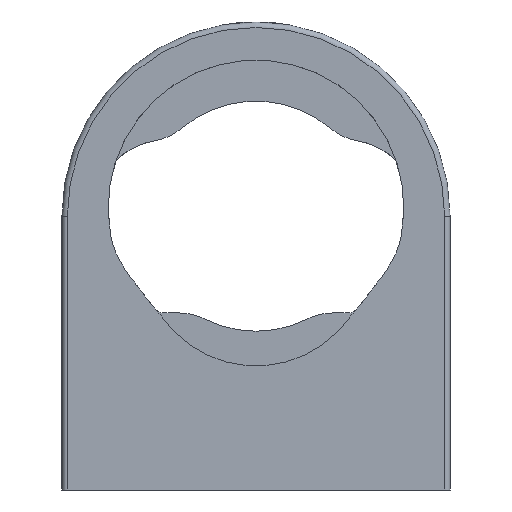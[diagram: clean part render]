
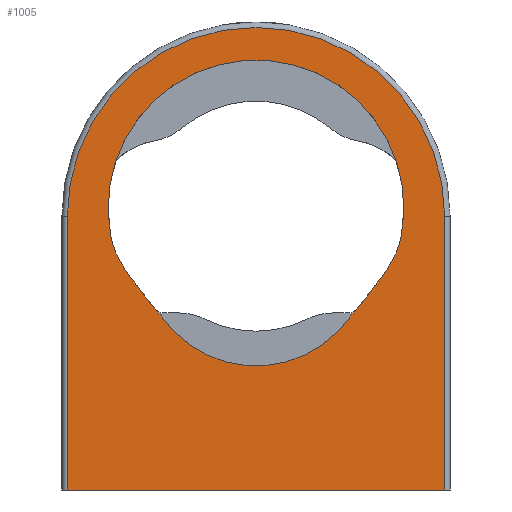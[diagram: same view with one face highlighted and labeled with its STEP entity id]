
A CAD part, front view. The second image highlights one B-rep face of the part: STEP entity #1005.
In plain terms, the highlighted planar face has unit normal (0, -1, 0).
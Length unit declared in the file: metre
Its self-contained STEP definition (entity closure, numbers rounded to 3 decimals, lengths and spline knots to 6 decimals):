
#24=PLANE('',#1125);
#75=LINE('',#1775,#146);
#76=LINE('',#1778,#147);
#77=LINE('',#1782,#148);
#146=VECTOR('',#1386,1.);
#147=VECTOR('',#1387,1.);
#148=VECTOR('',#1390,1.);
#279=ORIENTED_EDGE('',*,*,#580,.F.);
#280=ORIENTED_EDGE('',*,*,#581,.T.);
#281=ORIENTED_EDGE('',*,*,#582,.F.);
#282=ORIENTED_EDGE('',*,*,#583,.T.);
#283=ORIENTED_EDGE('',*,*,#584,.F.);
#284=ORIENTED_EDGE('',*,*,#585,.T.);
#285=ORIENTED_EDGE('',*,*,#506,.F.);
#286=ORIENTED_EDGE('',*,*,#586,.T.);
#287=ORIENTED_EDGE('',*,*,#492,.F.);
#288=ORIENTED_EDGE('',*,*,#587,.T.);
#289=ORIENTED_EDGE('',*,*,#588,.F.);
#290=ORIENTED_EDGE('',*,*,#589,.T.);
#291=ORIENTED_EDGE('',*,*,#590,.F.);
#292=ORIENTED_EDGE('',*,*,#591,.T.);
#293=ORIENTED_EDGE('',*,*,#592,.T.);
#294=ORIENTED_EDGE('',*,*,#593,.T.);
#492=EDGE_CURVE('',#647,#648,#748,.T.);
#506=EDGE_CURVE('',#661,#662,#754,.T.);
#580=EDGE_CURVE('',#728,#729,#797,.T.);
#581=EDGE_CURVE('',#728,#730,#798,.T.);
#582=EDGE_CURVE('',#731,#730,#799,.T.);
#583=EDGE_CURVE('',#731,#732,#800,.T.);
#584=EDGE_CURVE('',#733,#732,#801,.T.);
#585=EDGE_CURVE('',#733,#662,#802,.T.);
#586=EDGE_CURVE('',#661,#648,#803,.F.);
#587=EDGE_CURVE('',#647,#734,#804,.F.);
#588=EDGE_CURVE('',#735,#734,#805,.T.);
#589=EDGE_CURVE('',#735,#729,#806,.T.);
#590=EDGE_CURVE('',#736,#737,#75,.T.);
#591=EDGE_CURVE('',#736,#738,#76,.F.);
#592=EDGE_CURVE('',#738,#739,#807,.T.);
#593=EDGE_CURVE('',#739,#737,#77,.T.);
#647=VERTEX_POINT('',#1552);
#648=VERTEX_POINT('',#1554);
#661=VERTEX_POINT('',#1602);
#662=VERTEX_POINT('',#1604);
#728=VERTEX_POINT('',#1758);
#729=VERTEX_POINT('',#1759);
#730=VERTEX_POINT('',#1761);
#731=VERTEX_POINT('',#1763);
#732=VERTEX_POINT('',#1765);
#733=VERTEX_POINT('',#1767);
#734=VERTEX_POINT('',#1771);
#735=VERTEX_POINT('',#1773);
#736=VERTEX_POINT('',#1776);
#737=VERTEX_POINT('',#1777);
#738=VERTEX_POINT('',#1779);
#739=VERTEX_POINT('',#1781);
#748=CIRCLE('',#1064,0.006858);
#754=CIRCLE('',#1072,0.007239);
#797=CIRCLE('',#1126,0.00635);
#798=CIRCLE('',#1127,0.00381);
#799=CIRCLE('',#1128,0.005334);
#800=CIRCLE('',#1129,0.00381);
#801=CIRCLE('',#1130,0.00635);
#802=CIRCLE('',#1131,0.00381);
#803=CIRCLE('',#1132,0.00381);
#804=CIRCLE('',#1133,0.00381);
#805=CIRCLE('',#1134,0.007239);
#806=CIRCLE('',#1135,0.00381);
#807=CIRCLE('',#1136,0.00875);
#845=EDGE_LOOP('',(#279,#280,#281,#282,#283,#284,#285,#286,#287,#288,#289,
#290));
#846=EDGE_LOOP('',(#291,#292,#293,#294));
#910=FACE_BOUND('',#845,.T.);
#911=FACE_BOUND('',#846,.T.);
#1005=ADVANCED_FACE('',(#910,#911),#24,.T.);
#1064=AXIS2_PLACEMENT_3D('',#1553,#1206,#1207);
#1072=AXIS2_PLACEMENT_3D('',#1603,#1228,#1229);
#1125=AXIS2_PLACEMENT_3D('',#1756,#1364,#1365);
#1126=AXIS2_PLACEMENT_3D('',#1757,#1366,#1367);
#1127=AXIS2_PLACEMENT_3D('',#1760,#1368,#1369);
#1128=AXIS2_PLACEMENT_3D('',#1762,#1370,#1371);
#1129=AXIS2_PLACEMENT_3D('',#1764,#1372,#1373);
#1130=AXIS2_PLACEMENT_3D('',#1766,#1374,#1375);
#1131=AXIS2_PLACEMENT_3D('',#1768,#1376,#1377);
#1132=AXIS2_PLACEMENT_3D('',#1769,#1378,#1379);
#1133=AXIS2_PLACEMENT_3D('',#1770,#1380,#1381);
#1134=AXIS2_PLACEMENT_3D('',#1772,#1382,#1383);
#1135=AXIS2_PLACEMENT_3D('',#1774,#1384,#1385);
#1136=AXIS2_PLACEMENT_3D('',#1780,#1388,#1389);
#1206=DIRECTION('',(0.,-1.,0.));
#1207=DIRECTION('',(1.,0.,0.));
#1228=DIRECTION('',(0.,-1.,0.));
#1229=DIRECTION('',(1.,0.,0.));
#1364=DIRECTION('',(0.,-1.,0.));
#1365=DIRECTION('',(1.,0.,0.));
#1366=DIRECTION('',(0.,-1.,0.));
#1367=DIRECTION('',(1.,0.,0.));
#1368=DIRECTION('',(0.,-1.,0.));
#1369=DIRECTION('',(1.,0.,0.));
#1370=DIRECTION('',(0.,-1.,0.));
#1371=DIRECTION('',(1.,0.,0.));
#1372=DIRECTION('',(0.,-1.,0.));
#1373=DIRECTION('',(1.,0.,0.));
#1374=DIRECTION('',(0.,-1.,0.));
#1375=DIRECTION('',(1.,0.,0.));
#1376=DIRECTION('',(0.,-1.,0.));
#1377=DIRECTION('',(1.,0.,0.));
#1378=DIRECTION('',(0.,-1.,0.));
#1379=DIRECTION('',(1.,0.,0.));
#1380=DIRECTION('',(0.,-1.,0.));
#1381=DIRECTION('',(1.,0.,0.));
#1382=DIRECTION('',(0.,-1.,0.));
#1383=DIRECTION('',(1.,0.,0.));
#1384=DIRECTION('',(0.,-1.,0.));
#1385=DIRECTION('',(1.,0.,0.));
#1386=DIRECTION('',(-1.,0.,0.));
#1387=DIRECTION('',(0.,0.,-1.));
#1388=DIRECTION('',(0.,-1.,0.));
#1389=DIRECTION('',(1.,0.,0.));
#1390=DIRECTION('',(0.,0.,-1.));
#1552=CARTESIAN_POINT('',(0.006731,-0.008001,0.011766));
#1553=CARTESIAN_POINT('',(0.,-0.008001,0.013081));
#1554=CARTESIAN_POINT('',(-0.006731,-0.008001,0.011766));
#1602=CARTESIAN_POINT('',(-0.006315,-0.008001,0.010634));
#1603=CARTESIAN_POINT('',(0.,-0.008001,0.014173));
#1604=CARTESIAN_POINT('',(-0.005526,-0.008001,0.009496));
#1756=CARTESIAN_POINT('',(0.,-0.008001,0.00254));
#1757=CARTESIAN_POINT('',(0.,-0.008001,0.0127));
#1758=CARTESIAN_POINT('',(0.004665,-0.008001,0.008392));
#1759=CARTESIAN_POINT('',(0.005271,-0.008001,0.009159));
#1760=CARTESIAN_POINT('',(0.007464,-0.008001,0.005807));
#1761=CARTESIAN_POINT('',(0.004354,-0.008001,0.008008));
#1762=CARTESIAN_POINT('',(0.,-0.008001,0.011089));
#1763=CARTESIAN_POINT('',(-0.004354,-0.008001,0.008008));
#1764=CARTESIAN_POINT('',(-0.007464,-0.008001,0.005807));
#1765=CARTESIAN_POINT('',(-0.004665,-0.008001,0.008392));
#1766=CARTESIAN_POINT('',(0.,-0.008001,0.0127));
#1767=CARTESIAN_POINT('',(-0.005271,-0.008001,0.009159));
#1768=CARTESIAN_POINT('',(-0.008434,-0.008001,0.007035));
#1769=CARTESIAN_POINT('',(-0.002991,-0.008001,0.012497));
#1770=CARTESIAN_POINT('',(0.002991,-0.008001,0.012497));
#1771=CARTESIAN_POINT('',(0.006315,-0.008001,0.010634));
#1772=CARTESIAN_POINT('',(0.,-0.008001,0.014173));
#1773=CARTESIAN_POINT('',(0.005526,-0.008001,0.009496));
#1774=CARTESIAN_POINT('',(0.008434,-0.008001,0.007035));
#1775=CARTESIAN_POINT('',(0.,-0.008001,0.));
#1776=CARTESIAN_POINT('',(0.00875,-0.008001,0.));
#1777=CARTESIAN_POINT('',(-0.00875,-0.008001,0.));
#1778=CARTESIAN_POINT('',(0.00875,-0.008001,0.00254));
#1779=CARTESIAN_POINT('',(0.00875,-0.008001,0.0127));
#1780=CARTESIAN_POINT('',(0.,-0.008001,0.0127));
#1781=CARTESIAN_POINT('',(-0.00875,-0.008001,0.0127));
#1782=CARTESIAN_POINT('',(-0.00875,-0.008001,0.00254));
